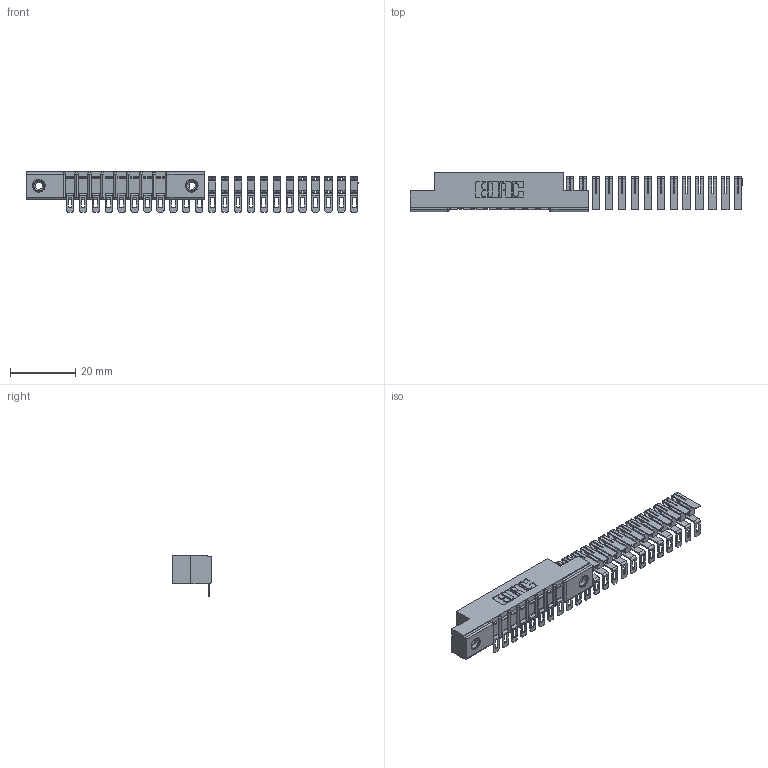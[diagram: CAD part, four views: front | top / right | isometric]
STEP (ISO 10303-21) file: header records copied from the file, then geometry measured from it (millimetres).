
FILE_DESCRIPTION (( 'STEP AP203' ), '1' );
FILE_NAME ('357-023-554-108.STEP', '2018-08-08T23:51:51', ( '' ), ( '' ), 'SwSTEP 2.0', 'SolidWorks 2016', '' );
FILE_SCHEMA (( 'CONFIG_CONTROL_DESIGN' ));
Length unit declared in the file: inch
Products named in the file (4): 307 Part_.156 Dia Mounting Holes; 307-290-002_554; 345-250-001_345-250-003-102; 357-023-554-108
Assembly tree (26 placements, depth 2):
  357-023-554-108
    307 Part_.156 Dia Mounting Holes
    307-290-002_554  x23
    345-250-001_345-250-003-102  x2
Bounding box: 101.79 x 12.01 x 12.52 mm (x, y, z)
Volume: 4040.5 mm3; surface area: 9213.4 mm2
Topology: 26 solids, 26 shells, 1750 faces, 5318 edges, 3512 vertices
Faces by surface type: plane 980, cylinder 736, sphere 18, cone 12, torus 4
Entity records: 13680 total; most frequent: CARTESIAN_POINT 2216, DIRECTION 2200, ORIENTED_EDGE 2184, EDGE_CURVE 1092, LINE 812, VECTOR 812, VERTEX_POINT 710, AXIS2_PLACEMENT_3D 694
